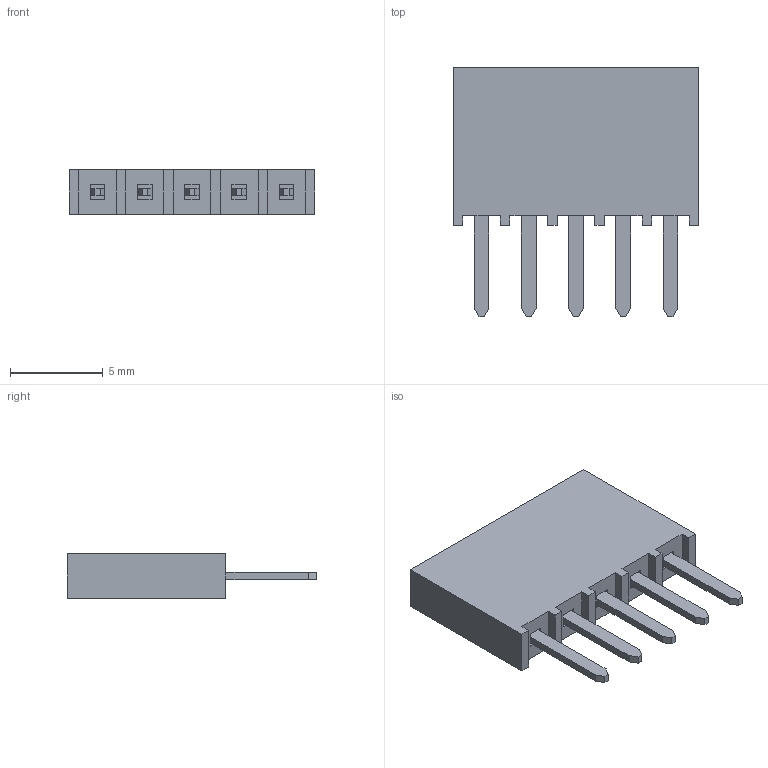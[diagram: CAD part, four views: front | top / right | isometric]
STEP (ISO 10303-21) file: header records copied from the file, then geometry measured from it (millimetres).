
FILE_DESCRIPTION( ( 'STEP AP214' ), ' ' );
FILE_NAME( 'SSW-105-02-S-S.stp', '2018-03-22T12:25:57', ( '' ), ( '' ), ' ', 'PARTsolutions', ' ' );
FILE_SCHEMA( ( 'AUTOMOTIVE_DESIGN { 1 0 10303 214 1 1 1 1 }' ) );
Length unit declared in the file: inch
Products named in the file (3): SSW-105-02-S-S; _SSW-105-02-S-S_terminal; _SSW-105-02-S-S_pin
Assembly tree (2 placements, depth 2):
  SSW-105-02-S-S
    _SSW-105-02-S-S_terminal
    _SSW-105-02-S-S_pin
Bounding box: 13.21 x 13.44 x 2.41 mm (x, y, z)
Volume: 244.7 mm3; surface area: 549.3 mm2
Topology: 2 solids, 2 shells, 87 faces, 234 edges, 156 vertices
Faces by surface type: plane 87
Entity records: 3438 total; most frequent: CARTESIAN_POINT 480, ORIENTED_EDGE 468, DIRECTION 414, EDGE_CURVE 234, LINE 234, VECTOR 234, VERTEX_POINT 156, EDGE_LOOP 102
